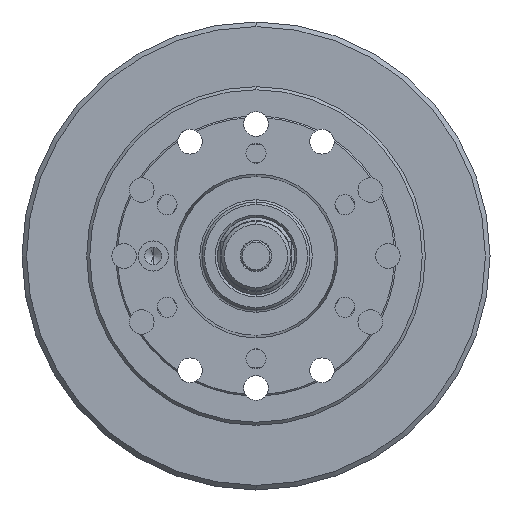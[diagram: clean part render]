
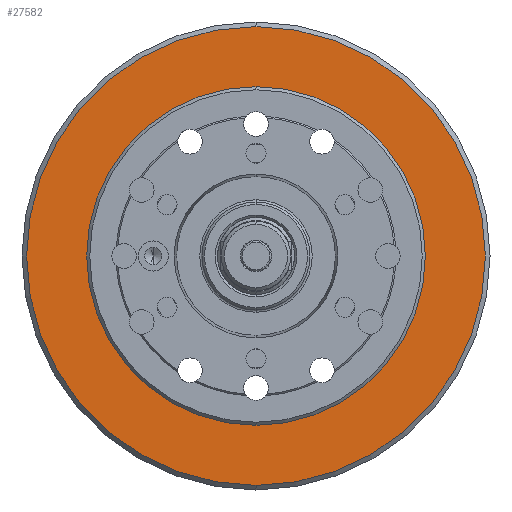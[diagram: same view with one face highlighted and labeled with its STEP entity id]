
A CAD part, left-side view. The second image highlights one B-rep face of the part: STEP entity #27582.
In plain terms, the highlighted planar face has unit normal (-1, 0, 0).
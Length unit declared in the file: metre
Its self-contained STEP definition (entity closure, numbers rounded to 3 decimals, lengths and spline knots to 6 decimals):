
#1649 = CARTESIAN_POINT ( 'NONE',  ( 0., 0., 0. ) ) ;
#1893 = CARTESIAN_POINT ( 'NONE',  ( 0., 0., 0. ) ) ;
#1894 = DIRECTION ( 'NONE',  ( -1., 0., 0. ) ) ;
#4333 = DIRECTION ( 'NONE',  ( 0., 0., 1. ) ) ;
#4560 = DIRECTION ( 'NONE',  ( 0., 0., -1. ) ) ;
#4981 = EDGE_CURVE ( 'NONE', #16235, #15520, #10077, .T. ) ;
#5020 = EDGE_CURVE ( 'NONE', #18047, #32306, #8402, .T. ) ;
#5935 = EDGE_LOOP ( 'NONE', ( #25472, #17927 ) ) ;
#6523 = PLANE ( 'NONE',  #8800 ) ;
#6598 = CARTESIAN_POINT ( 'NONE',  ( 0., 0., -0.11 ) ) ;
#6961 = CARTESIAN_POINT ( 'NONE',  ( 0., 0., 0. ) ) ;
#8095 = EDGE_LOOP ( 'NONE', ( #20396, #15665 ) ) ;
#8402 = CIRCLE ( 'NONE', #22729, 0.149 ) ;
#8530 = AXIS2_PLACEMENT_3D ( 'NONE', #1649, #20273, #4333 ) ;
#8800 = AXIS2_PLACEMENT_3D ( 'NONE', #19771, #9263, #27804 ) ;
#9263 = DIRECTION ( 'NONE',  ( 1., 0., 0. ) ) ;
#9692 = DIRECTION ( 'NONE',  ( 0., 0., -1. ) ) ;
#10077 = CIRCLE ( 'NONE', #8530, 0.11 ) ;
#14016 = FACE_OUTER_BOUND ( 'NONE', #5935, .T. ) ;
#15520 = VERTEX_POINT ( 'NONE', #6598 ) ;
#15579 = EDGE_CURVE ( 'NONE', #32306, #18047, #27643, .T. ) ;
#15665 = ORIENTED_EDGE ( 'NONE', *, *, #17442, .F. ) ;
#16235 = VERTEX_POINT ( 'NONE', #30973 ) ;
#17442 = EDGE_CURVE ( 'NONE', #15520, #16235, #29473, .T. ) ;
#17841 = CARTESIAN_POINT ( 'NONE',  ( 0., 0., 0. ) ) ;
#17927 = ORIENTED_EDGE ( 'NONE', *, *, #5020, .T. ) ;
#18047 = VERTEX_POINT ( 'NONE', #20343 ) ;
#19771 = CARTESIAN_POINT ( 'NONE',  ( 0., 0.11, 0. ) ) ;
#20273 = DIRECTION ( 'NONE',  ( -1., 0., 0. ) ) ;
#20343 = CARTESIAN_POINT ( 'NONE',  ( 0., 0., 0.149 ) ) ;
#20396 = ORIENTED_EDGE ( 'NONE', *, *, #4981, .F. ) ;
#20499 = DIRECTION ( 'NONE',  ( -1., 0., 0. ) ) ;
#20503 = DIRECTION ( 'NONE',  ( 0., 0., 1. ) ) ;
#21053 = FACE_BOUND ( 'NONE', #8095, .T. ) ;
#22729 = AXIS2_PLACEMENT_3D ( 'NONE', #1893, #20499, #4560 ) ;
#25472 = ORIENTED_EDGE ( 'NONE', *, *, #15579, .T. ) ;
#25541 = DIRECTION ( 'NONE',  ( -1., 0., 0. ) ) ;
#26056 = AXIS2_PLACEMENT_3D ( 'NONE', #17841, #1894, #20503 ) ;
#26138 = AXIS2_PLACEMENT_3D ( 'NONE', #6961, #25541, #9692 ) ;
#27582 = ADVANCED_FACE ( 'NONE', ( #14016, #21053 ), #6523, .F. ) ;
#27643 = CIRCLE ( 'NONE', #26138, 0.149 ) ;
#27804 = DIRECTION ( 'NONE',  ( 0., 0., -1. ) ) ;
#29473 = CIRCLE ( 'NONE', #26056, 0.11 ) ;
#30973 = CARTESIAN_POINT ( 'NONE',  ( 0., 0., 0.11 ) ) ;
#32306 = VERTEX_POINT ( 'NONE', #32724 ) ;
#32724 = CARTESIAN_POINT ( 'NONE',  ( 0., 0., -0.149 ) ) ;
